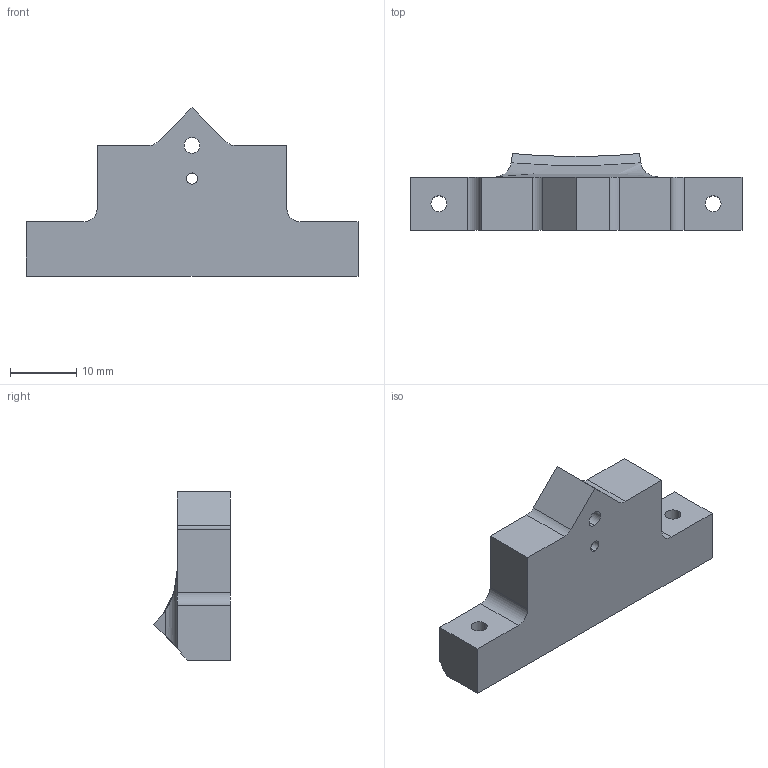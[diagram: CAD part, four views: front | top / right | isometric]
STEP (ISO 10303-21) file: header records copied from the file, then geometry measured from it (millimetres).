
FILE_DESCRIPTION (( 'STEP AP214' ), '1' );
FILE_NAME ('Two part mount B.STEP', '2020-09-16T23:08:48', ( '' ), ( '' ), 'SwSTEP 2.0', 'SolidWorks 2020', '' );
FILE_SCHEMA (( 'AUTOMOTIVE_DESIGN' ));
Length unit declared in the file: millimetre
Products named in the file (1): Two part mount B
Bounding box: 50 x 11.58 x 25.34 mm (x, y, z)
Volume: 6228 mm3; surface area: 2893.5 mm2
Topology: 1 solids, 1 shells, 40 faces, 112 edges, 74 vertices
Faces by surface type: plane 21, cylinder 18, bspline 1
Entity records: 1395 total; most frequent: CARTESIAN_POINT 307, ORIENTED_EDGE 224, DIRECTION 214, EDGE_CURVE 112, VERTEX_POINT 74, LINE 72, VECTOR 72, AXIS2_PLACEMENT_3D 71
